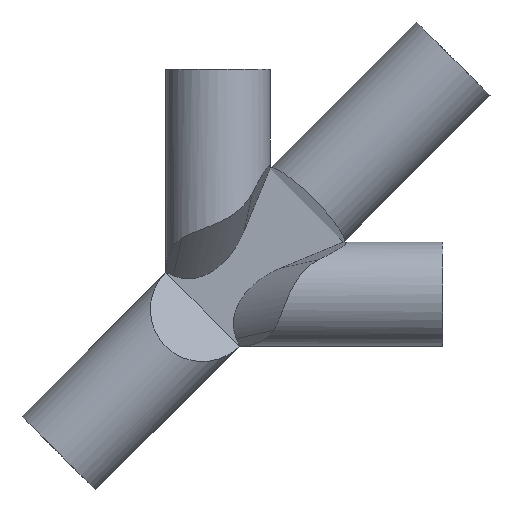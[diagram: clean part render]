
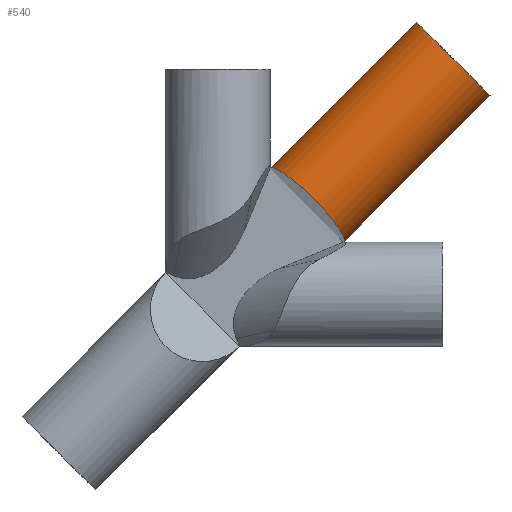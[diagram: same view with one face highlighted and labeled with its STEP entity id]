
A CAD part, top view. The second image highlights one B-rep face of the part: STEP entity #540.
In plain terms, the highlighted cylindrical face has radius 2.9 mm (diameter 5.8 mm), a full revolution.
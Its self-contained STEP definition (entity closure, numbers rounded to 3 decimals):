
#286=CARTESIAN_POINT('',(7.001,2.9,0.0));
#287=VERTEX_POINT('',#286);
#294=CARTESIAN_POINT('',(2.9,7.001,0.0));
#295=VERTEX_POINT('',#294);
#323=CARTESIAN_POINT('',(14.94,11.223,-1.226));
#324=VERTEX_POINT('',#323);
#325=CARTESIAN_POINT('',(13.081,13.081,0.));
#326=DIRECTION('',(-0.707,-0.707,0.));
#327=DIRECTION('',(-0.641,0.641,0.423));
#328=AXIS2_PLACEMENT_3D('',#325,#326,#327);
#329=CIRCLE('',#328,2.9);
#330=EDGE_CURVE('',#324,#324,#329,.T.);
#450=CARTESIAN_POINT('',(0.,0.,-2.9));
#451=VERTEX_POINT('',#450);
#459=CARTESIAN_POINT('',(0.,0.,0.));
#460=DIRECTION('',(-0.383,0.924,0.));
#461=DIRECTION('',(0.924,0.383,0.));
#462=AXIS2_PLACEMENT_3D('',#459,#460,#461);
#463=ELLIPSE('',#462,7.578,2.9);
#464=EDGE_CURVE('',#287,#451,#463,.T.);
#515=CARTESIAN_POINT('',(1.414,1.414,0.));
#516=DIRECTION('',(0.707,0.707,0.));
#517=DIRECTION('',(-0.641,0.641,0.423));
#518=AXIS2_PLACEMENT_3D('',#515,#516,#517);
#519=CYLINDRICAL_SURFACE('',#518,2.9);
#520=ORIENTED_EDGE('',*,*,#330,.T.);
#521=EDGE_LOOP('',(#520));
#522=FACE_OUTER_BOUND('',#521,.T.);
#523=ORIENTED_EDGE('',*,*,#464,.T.);
#524=CARTESIAN_POINT('',(0.,0.,0.));
#525=DIRECTION('',(0.924,-0.383,0.));
#526=DIRECTION('',(-0.383,-0.924,0.));
#527=AXIS2_PLACEMENT_3D('',#524,#525,#526);
#528=ELLIPSE('',#527,7.578,2.9);
#529=EDGE_CURVE('',#451,#295,#528,.T.);
#530=ORIENTED_EDGE('',*,*,#529,.T.);
#531=CARTESIAN_POINT('',(4.951,4.951,0.));
#532=DIRECTION('',(0.696,0.696,-0.174));
#533=DIRECTION('',(0.123,0.123,0.985));
#534=AXIS2_PLACEMENT_3D('',#531,#532,#533);
#535=ELLIPSE('',#534,2.945,2.9);
#536=EDGE_CURVE('',#295,#287,#535,.T.);
#537=ORIENTED_EDGE('',*,*,#536,.T.);
#538=EDGE_LOOP('',(#523,#530,#537));
#539=FACE_BOUND('',#538,.T.);
#540=ADVANCED_FACE('',(#522,#539),#519,.T.);
